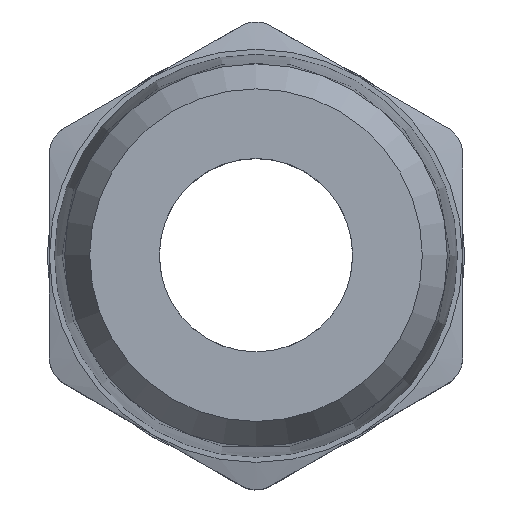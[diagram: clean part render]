
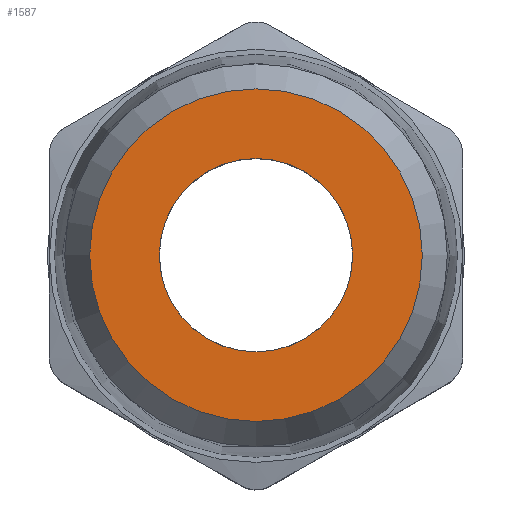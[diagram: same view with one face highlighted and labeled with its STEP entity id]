
A CAD part, top view. The second image highlights one B-rep face of the part: STEP entity #1587.
In plain terms, the highlighted planar face has unit normal (0, 0, 1).
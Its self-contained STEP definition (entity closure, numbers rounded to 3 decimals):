
#158=CIRCLE('',#1658,3.25);
#192=CIRCLE('',#1738,5.591);
#498=ORIENTED_EDGE('',*,*,#698,.F.);
#499=ORIENTED_EDGE('',*,*,#870,.T.);
#698=EDGE_CURVE('',#930,#930,#158,.T.);
#870=EDGE_CURVE('',#1060,#1060,#192,.T.);
#930=VERTEX_POINT('',#2269);
#1060=VERTEX_POINT('',#2833);
#1327=EDGE_LOOP('',(#498));
#1328=EDGE_LOOP('',(#499));
#1447=FACE_BOUND('',#1327,.T.);
#1448=FACE_BOUND('',#1328,.T.);
#1520=PLANE('',#1737);
#1587=ADVANCED_FACE('',(#1447,#1448),#1520,.F.);
#1658=AXIS2_PLACEMENT_3D('',#2268,#1841,#1842);
#1737=AXIS2_PLACEMENT_3D('',#2831,#2065,#2066);
#1738=AXIS2_PLACEMENT_3D('',#2832,#2067,#2068);
#1841=DIRECTION('',(0.,0.,1.));
#1842=DIRECTION('',(1.,0.,0.));
#2065=DIRECTION('',(0.,0.,-1.));
#2066=DIRECTION('',(-1.,0.,0.));
#2067=DIRECTION('',(0.,0.,1.));
#2068=DIRECTION('',(1.,0.,0.));
#2268=CARTESIAN_POINT('',(0.,0.,13.));
#2269=CARTESIAN_POINT('',(3.25,0.,13.));
#2831=CARTESIAN_POINT('',(5.591,0.,13.));
#2832=CARTESIAN_POINT('',(0.,0.,13.));
#2833=CARTESIAN_POINT('',(5.591,0.,13.));
